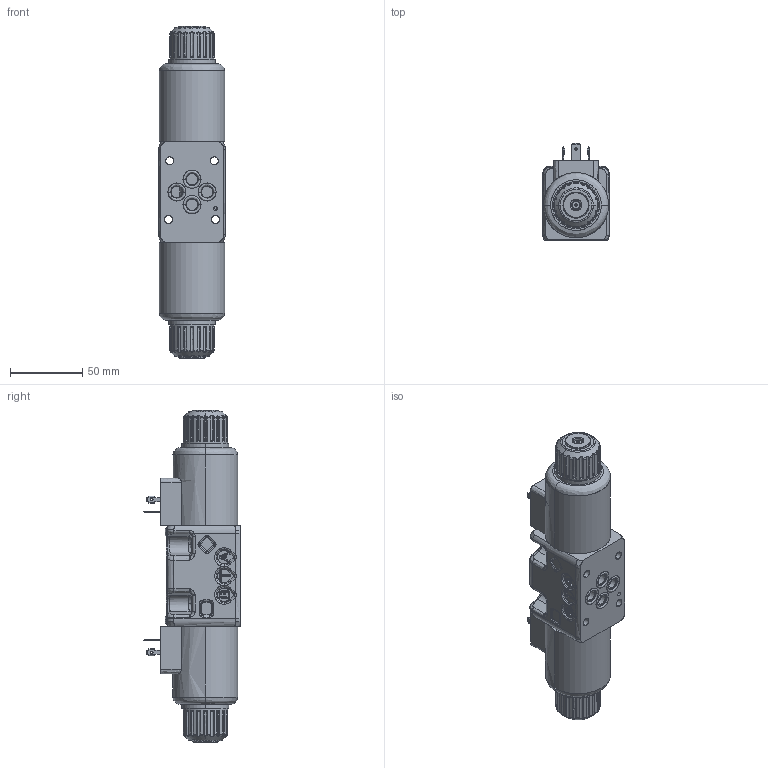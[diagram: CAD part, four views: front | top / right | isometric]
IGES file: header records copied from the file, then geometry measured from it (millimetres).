
Start section: SolidWorks IGES file using analytic representation for surfaces
Global section: file name: XD3C-----S12.igs; native system: SolidWorks 2022; preprocessor: SolidWorks 2022; author: Stefano.Fasano; date: 250512.113248; units: millimetre
Bounding box: 46 x 67.28 x 229.5 mm (x, y, z)
Surface area: 55810.4 mm2 (no closed solid volume)
Topology: 0 solids, 0 shells, 1596 faces, 16127 edges, 16097 vertices
Faces by surface type: bspline 1118, revolution 478
